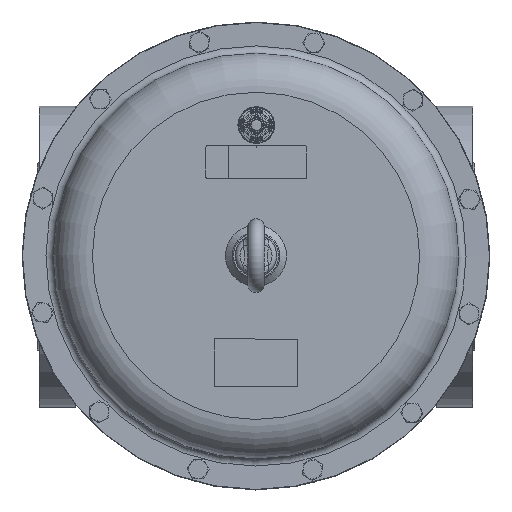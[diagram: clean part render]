
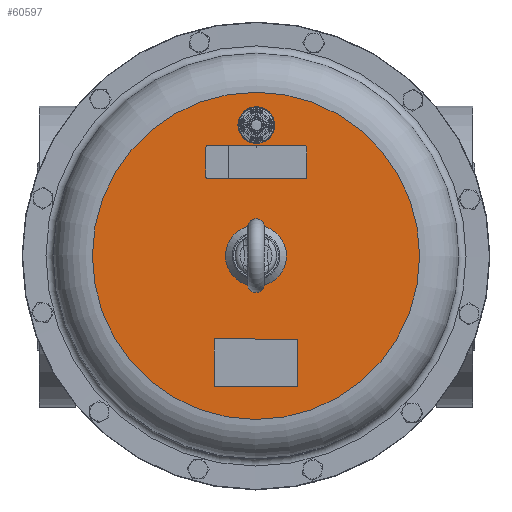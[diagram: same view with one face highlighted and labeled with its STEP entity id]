
A CAD part, top view. The second image highlights one B-rep face of the part: STEP entity #60597.
In plain terms, the highlighted planar face has unit normal (0, 0, 1).
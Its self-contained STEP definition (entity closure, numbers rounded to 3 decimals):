
#4915=FACE_BOUND('',#13628,.T.);
#4916=FACE_BOUND('',#13629,.T.);
#4917=FACE_BOUND('',#13630,.T.);
#4918=FACE_BOUND('',#13631,.T.);
#6674=CIRCLE('',#65254,137.75);
#6691=CIRCLE('',#65279,14.);
#6692=CIRCLE('',#65281,25.657);
#6827=CIRCLE('',#65605,2.);
#6828=CIRCLE('',#65608,2.);
#6829=CIRCLE('',#65611,2.);
#6830=CIRCLE('',#65614,2.);
#9984=FACE_OUTER_BOUND('',#13627,.T.);
#13627=EDGE_LOOP('',(#47209));
#13628=EDGE_LOOP('',(#47210));
#13629=EDGE_LOOP('',(#47211,#47212,#47213,#47214,#47215,#47216,#47217,#47218));
#13630=EDGE_LOOP('',(#47219,#47220,#47221,#47222));
#13631=EDGE_LOOP('',(#47223));
#17320=LINE('',#119715,#20737);
#17324=LINE('',#119724,#20741);
#17327=LINE('',#119732,#20744);
#17330=LINE('',#119740,#20747);
#17332=LINE('',#119747,#20749);
#17335=LINE('',#119752,#20752);
#17337=LINE('',#119756,#20754);
#17339=LINE('',#119759,#20756);
#20737=VECTOR('',#77489,1000.);
#20741=VECTOR('',#77499,1000.);
#20744=VECTOR('',#77508,1000.);
#20747=VECTOR('',#77517,1000.);
#20749=VECTOR('',#77525,1000.);
#20752=VECTOR('',#77530,1000.);
#20754=VECTOR('',#77534,1000.);
#20756=VECTOR('',#77538,1000.);
#25244=VERTEX_POINT('',#117820);
#25275=VERTEX_POINT('',#117889);
#25276=VERTEX_POINT('',#117893);
#25533=VERTEX_POINT('',#119713);
#25534=VERTEX_POINT('',#119714);
#25535=VERTEX_POINT('',#119719);
#25536=VERTEX_POINT('',#119723);
#25537=VERTEX_POINT('',#119727);
#25538=VERTEX_POINT('',#119731);
#25539=VERTEX_POINT('',#119735);
#25540=VERTEX_POINT('',#119739);
#25541=VERTEX_POINT('',#119745);
#25542=VERTEX_POINT('',#119746);
#25543=VERTEX_POINT('',#119751);
#25544=VERTEX_POINT('',#119755);
#32541=EDGE_CURVE('',#25244,#25244,#6674,.T.);
#32574=EDGE_CURVE('',#25275,#25275,#6691,.T.);
#32576=EDGE_CURVE('',#25276,#25276,#6692,.T.);
#32978=EDGE_CURVE('',#25533,#25534,#17320,.T.);
#32981=EDGE_CURVE('',#25534,#25535,#6827,.T.);
#32983=EDGE_CURVE('',#25535,#25536,#17324,.T.);
#32985=EDGE_CURVE('',#25536,#25537,#6828,.T.);
#32987=EDGE_CURVE('',#25537,#25538,#17327,.T.);
#32989=EDGE_CURVE('',#25538,#25539,#6829,.T.);
#32991=EDGE_CURVE('',#25539,#25540,#17330,.T.);
#32993=EDGE_CURVE('',#25540,#25533,#6830,.T.);
#32994=EDGE_CURVE('',#25541,#25542,#17332,.T.);
#32997=EDGE_CURVE('',#25542,#25543,#17335,.T.);
#32999=EDGE_CURVE('',#25543,#25544,#17337,.T.);
#33001=EDGE_CURVE('',#25544,#25541,#17339,.T.);
#47209=ORIENTED_EDGE('',*,*,#32541,.F.);
#47210=ORIENTED_EDGE('',*,*,#32576,.T.);
#47211=ORIENTED_EDGE('',*,*,#32993,.F.);
#47212=ORIENTED_EDGE('',*,*,#32991,.F.);
#47213=ORIENTED_EDGE('',*,*,#32989,.F.);
#47214=ORIENTED_EDGE('',*,*,#32987,.F.);
#47215=ORIENTED_EDGE('',*,*,#32985,.F.);
#47216=ORIENTED_EDGE('',*,*,#32983,.F.);
#47217=ORIENTED_EDGE('',*,*,#32981,.F.);
#47218=ORIENTED_EDGE('',*,*,#32978,.F.);
#47219=ORIENTED_EDGE('',*,*,#33001,.F.);
#47220=ORIENTED_EDGE('',*,*,#32999,.F.);
#47221=ORIENTED_EDGE('',*,*,#32997,.F.);
#47222=ORIENTED_EDGE('',*,*,#32994,.F.);
#47223=ORIENTED_EDGE('',*,*,#32574,.T.);
#54521=PLANE('',#65649);
#60597=ADVANCED_FACE('',(#9984,#4915,#4916,#4917,#4918),#54521,.F.);
#65254=AXIS2_PLACEMENT_3D('',#117822,#76661,#76662);
#65279=AXIS2_PLACEMENT_3D('',#117890,#76723,#76724);
#65281=AXIS2_PLACEMENT_3D('',#117894,#76728,#76729);
#65605=AXIS2_PLACEMENT_3D('',#119720,#77494,#77495);
#65608=AXIS2_PLACEMENT_3D('',#119728,#77503,#77504);
#65611=AXIS2_PLACEMENT_3D('',#119736,#77512,#77513);
#65614=AXIS2_PLACEMENT_3D('',#119743,#77521,#77522);
#65649=AXIS2_PLACEMENT_3D('',#119830,#77633,#77634);
#76661=DIRECTION('center_axis',(0.,0.,
-1.));
#76662=DIRECTION('ref_axis',(-1.,0.003,0.));
#76723=DIRECTION('center_axis',(0.,0.,
-1.));
#76724=DIRECTION('ref_axis',(-1.,0.003,0.));
#76728=DIRECTION('center_axis',(0.,0.,
-1.));
#76729=DIRECTION('ref_axis',(-1.,0.003,0.));
#77489=DIRECTION('',(0.003,1.,0.));
#77494=DIRECTION('center_axis',(0.,0.,
1.));
#77495=DIRECTION('ref_axis',(1.,-0.003,0.));
#77499=DIRECTION('',(-1.,0.003,0.));
#77503=DIRECTION('center_axis',(0.,0.,
1.));
#77504=DIRECTION('ref_axis',(1.,-0.003,0.));
#77508=DIRECTION('',(-0.003,-1.,0.));
#77512=DIRECTION('center_axis',(0.,0.,
1.));
#77513=DIRECTION('ref_axis',(1.,-0.003,0.));
#77517=DIRECTION('',(1.,-0.003,0.));
#77521=DIRECTION('center_axis',(0.,0.,
1.));
#77522=DIRECTION('ref_axis',(1.,-0.003,0.));
#77525=DIRECTION('',(-1.,0.003,0.));
#77530=DIRECTION('',(-0.003,-1.,0.));
#77534=DIRECTION('',(1.,-0.003,0.));
#77538=DIRECTION('',(0.003,1.,0.));
#77633=DIRECTION('center_axis',(0.,0.,
-1.));
#77634=DIRECTION('ref_axis',(-1.,0.003,0.));
#117820=CARTESIAN_POINT('',(137.749,-0.424,493.));
#117822=CARTESIAN_POINT('Origin',(0.,0.,
493.));
#117889=CARTESIAN_POINT('',(14.339,109.956,493.));
#117890=CARTESIAN_POINT('Origin',(0.339,109.999,493.));
#117893=CARTESIAN_POINT('',(25.657,-0.079,493.));
#117894=CARTESIAN_POINT('Origin',(0.,0.,
493.));
#119713=CARTESIAN_POINT('',(42.706,66.869,493.));
#119714=CARTESIAN_POINT('',(42.78,90.869,493.));
#119715=CARTESIAN_POINT('',(42.706,66.869,493.));
#119719=CARTESIAN_POINT('',(40.786,92.875,493.));
#119720=CARTESIAN_POINT('Origin',(40.78,90.875,493.));
#119723=CARTESIAN_POINT('',(-40.213,93.124,493.));
#119724=CARTESIAN_POINT('',(40.786,92.875,493.));
#119727=CARTESIAN_POINT('',(-42.219,91.131,493.));
#119728=CARTESIAN_POINT('Origin',(-40.219,91.124,493.));
#119731=CARTESIAN_POINT('',(-42.293,67.131,493.));
#119732=CARTESIAN_POINT('',(-42.293,67.131,493.));
#119735=CARTESIAN_POINT('',(-40.3,65.124,493.));
#119736=CARTESIAN_POINT('Origin',(-40.293,67.124,493.));
#119739=CARTESIAN_POINT('',(40.7,64.875,493.));
#119740=CARTESIAN_POINT('',(40.7,64.875,493.));
#119743=CARTESIAN_POINT('Origin',(40.706,66.875,493.));
#119745=CARTESIAN_POINT('',(34.784,-70.108,493.));
#119746=CARTESIAN_POINT('',(-35.216,-69.892,493.));
#119747=CARTESIAN_POINT('',(34.784,-70.108,493.));
#119751=CARTESIAN_POINT('',(-35.339,-109.892,493.));
#119752=CARTESIAN_POINT('',(-35.216,-69.892,493.));
#119755=CARTESIAN_POINT('',(34.661,-110.107,493.));
#119756=CARTESIAN_POINT('',(34.661,-110.107,493.));
#119759=CARTESIAN_POINT('',(34.784,-70.108,493.));
#119830=CARTESIAN_POINT('Origin',(0.,0.,
493.));
